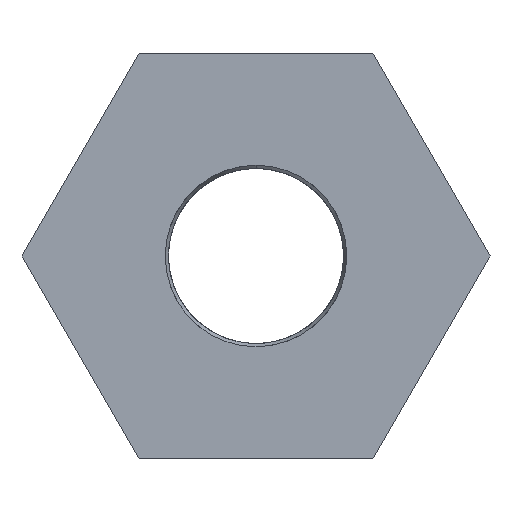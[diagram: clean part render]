
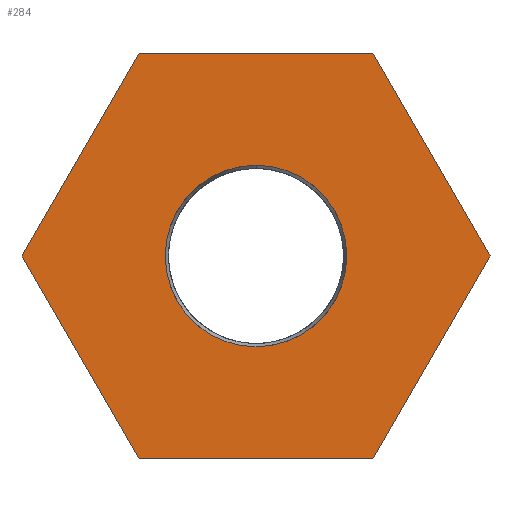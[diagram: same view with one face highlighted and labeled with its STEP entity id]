
A CAD part, front view. The second image highlights one B-rep face of the part: STEP entity #284.
In plain terms, the highlighted planar face has unit normal (0, -1, 0).
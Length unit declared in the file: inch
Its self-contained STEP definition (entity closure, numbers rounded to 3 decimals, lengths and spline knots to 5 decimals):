
#284 = ADVANCED_FACE ( 'NONE', ( #2475, #2474 ), #2473, .F. ) ;
#285 = ORIENTED_EDGE ( 'NONE', *, *, #346, .F. ) ;
#286 = VERTEX_POINT ( 'NONE', #2472 ) ;
#324 = EDGE_CURVE ( 'NONE', #544, #547, #2715, .T. ) ;
#346 = EDGE_CURVE ( 'NONE', #286, #347, #2722, .T. ) ;
#347 = VERTEX_POINT ( 'NONE', #2658 ) ;
#348 = VERTEX_POINT ( 'NONE', #2657 ) ;
#532 = VERTEX_POINT ( 'NONE', #2615 ) ;
#533 = ORIENTED_EDGE ( 'NONE', *, *, #534, .F. ) ;
#534 = EDGE_CURVE ( 'NONE', #593, #532, #2611, .T. ) ;
#544 = VERTEX_POINT ( 'NONE', #3432 ) ;
#547 = VERTEX_POINT ( 'NONE', #3436 ) ;
#556 = EDGE_CURVE ( 'NONE', #547, #544, #3289, .T. ) ;
#578 = ORIENTED_EDGE ( 'NONE', *, *, #731, .F. ) ;
#579 = EDGE_LOOP ( 'NONE', ( #580, #581 ) ) ;
#580 = ORIENTED_EDGE ( 'NONE', *, *, #556, .T. ) ;
#581 = ORIENTED_EDGE ( 'NONE', *, *, #324, .T. ) ;
#593 = VERTEX_POINT ( 'NONE', #6729 ) ;
#594 = ORIENTED_EDGE ( 'NONE', *, *, #595, .F. ) ;
#595 = EDGE_CURVE ( 'NONE', #347, #593, #6743, .T. ) ;
#729 = EDGE_LOOP ( 'NONE', ( #285, #578, #732, #735, #533, #594 ) ) ;
#731 = EDGE_CURVE ( 'NONE', #348, #286, #6788, .T. ) ;
#732 = ORIENTED_EDGE ( 'NONE', *, *, #733, .F. ) ;
#733 = EDGE_CURVE ( 'NONE', #734, #348, #6772, .T. ) ;
#734 = VERTEX_POINT ( 'NONE', #6773 ) ;
#735 = ORIENTED_EDGE ( 'NONE', *, *, #736, .F. ) ;
#736 = EDGE_CURVE ( 'NONE', #532, #734, #6779, .T. ) ;
#2468 = DIRECTION ( 'NONE',  ( 0., 0., 1. ) ) ;
#2469 = DIRECTION ( 'NONE',  ( 0., 1., 0. ) ) ;
#2470 = CARTESIAN_POINT ( 'NONE',  ( 0.14434, 0., 0. ) ) ;
#2471 = AXIS2_PLACEMENT_3D ( 'NONE', #2470, #2469, #2468 ) ;
#2472 = CARTESIAN_POINT ( 'NONE',  ( 0.07217, 0., 0.125 ) ) ;
#2473 = PLANE ( 'NONE',  #2471 ) ;
#2474 = FACE_BOUND ( 'NONE', #579, .T. ) ;
#2475 = FACE_OUTER_BOUND ( 'NONE', #729, .T. ) ;
#2608 = DIRECTION ( 'NONE',  ( -1., 0., 0. ) ) ;
#2609 = VECTOR ( 'NONE', #2608, 39.37008 ) ;
#2610 = CARTESIAN_POINT ( 'NONE',  ( 0.07217, 0., -0.125 ) ) ;
#2611 = LINE ( 'NONE', #2610, #2609 ) ;
#2615 = CARTESIAN_POINT ( 'NONE',  ( -0.07217, 0., -0.125 ) ) ;
#2657 = CARTESIAN_POINT ( 'NONE',  ( -0.07217, 0., 0.125 ) ) ;
#2658 = CARTESIAN_POINT ( 'NONE',  ( 0.14434, 0., 0. ) ) ;
#2659 = DIRECTION ( 'NONE',  ( 0.5, 0., -0.866 ) ) ;
#2660 = VECTOR ( 'NONE', #2659, 39.37008 ) ;
#2692 = DIRECTION ( 'NONE',  ( 0., 0., 1. ) ) ;
#2693 = DIRECTION ( 'NONE',  ( 0., 1., 0. ) ) ;
#2694 = CARTESIAN_POINT ( 'NONE',  ( 0., 0., 0. ) ) ;
#2695 = AXIS2_PLACEMENT_3D ( 'NONE', #2694, #2693, #2692 ) ;
#2715 = CIRCLE ( 'NONE', #2695, 0.056 ) ;
#2721 = CARTESIAN_POINT ( 'NONE',  ( 0.07217, 0., 0.125 ) ) ;
#2722 = LINE ( 'NONE', #2721, #2660 ) ;
#3286 = DIRECTION ( 'NONE',  ( 0., 0., 1. ) ) ;
#3287 = DIRECTION ( 'NONE',  ( 0., 1., 0. ) ) ;
#3288 = AXIS2_PLACEMENT_3D ( 'NONE', #3437, #3287, #3286 ) ;
#3289 = CIRCLE ( 'NONE', #3288, 0.056 ) ;
#3432 = CARTESIAN_POINT ( 'NONE',  ( 0., 0., 0.056 ) ) ;
#3436 = CARTESIAN_POINT ( 'NONE',  ( 0., 0., -0.056 ) ) ;
#3437 = CARTESIAN_POINT ( 'NONE',  ( 0., 0., 0. ) ) ;
#6729 = CARTESIAN_POINT ( 'NONE',  ( 0.07217, 0., -0.125 ) ) ;
#6737 = DIRECTION ( 'NONE',  ( -0.5, 0., -0.866 ) ) ;
#6738 = VECTOR ( 'NONE', #6737, 39.37008 ) ;
#6739 = CARTESIAN_POINT ( 'NONE',  ( 0.14434, 0., 0. ) ) ;
#6743 = LINE ( 'NONE', #6739, #6738 ) ;
#6766 = DIRECTION ( 'NONE',  ( 1., 0., 0. ) ) ;
#6767 = CARTESIAN_POINT ( 'NONE',  ( -0.07217, 0., 0.125 ) ) ;
#6768 = VECTOR ( 'NONE', #6766, 39.37008 ) ;
#6770 = VECTOR ( 'NONE', #6774, 39.37008 ) ;
#6771 = CARTESIAN_POINT ( 'NONE',  ( -0.14434, 0., 0. ) ) ;
#6772 = LINE ( 'NONE', #6771, #6770 ) ;
#6773 = CARTESIAN_POINT ( 'NONE',  ( -0.14434, 0., 0. ) ) ;
#6774 = DIRECTION ( 'NONE',  ( 0.5, 0., 0.866 ) ) ;
#6776 = DIRECTION ( 'NONE',  ( -0.5, 0., 0.866 ) ) ;
#6777 = VECTOR ( 'NONE', #6776, 39.37008 ) ;
#6778 = CARTESIAN_POINT ( 'NONE',  ( -0.07217, 0., -0.125 ) ) ;
#6779 = LINE ( 'NONE', #6778, #6777 ) ;
#6788 = LINE ( 'NONE', #6767, #6768 ) ;
